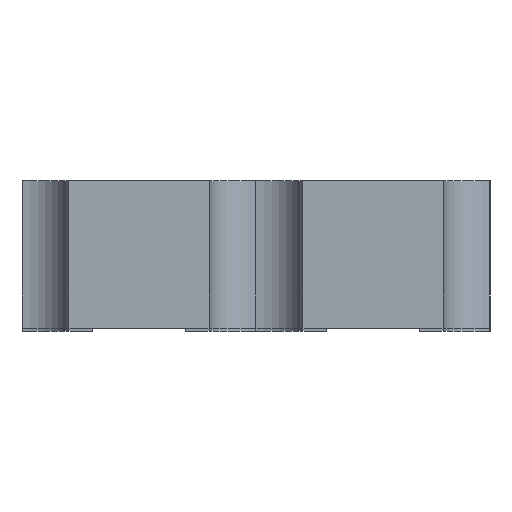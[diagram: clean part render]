
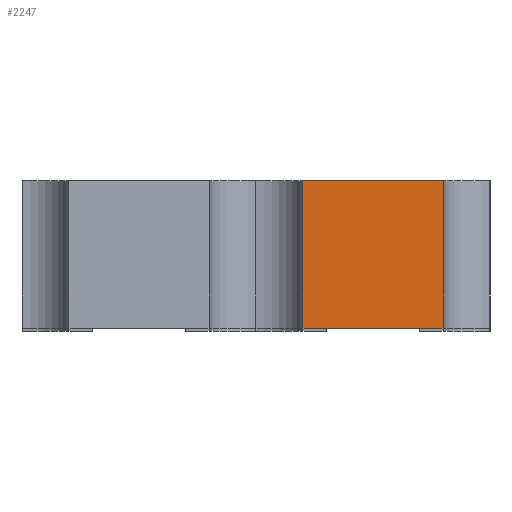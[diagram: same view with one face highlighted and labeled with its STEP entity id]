
A CAD part, left-side view. The second image highlights one B-rep face of the part: STEP entity #2247.
In plain terms, the highlighted planar face has unit normal (-1, 0, 0).
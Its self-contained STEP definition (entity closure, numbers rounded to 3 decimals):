
#128 = VERTEX_POINT('',#129);
#129 = CARTESIAN_POINT('',(-39.37,-2.03,1.6));
#136 = EDGE_CURVE('',#128,#137,#139,.T.);
#137 = VERTEX_POINT('',#138);
#138 = CARTESIAN_POINT('',(-39.37,-0.51,1.6));
#139 = LINE('',#140,#141);
#140 = CARTESIAN_POINT('',(-39.37,-2.54,1.6));
#141 = VECTOR('',#142,1.);
#142 = DIRECTION('',(0.,1.,0.));
#2229 = VERTEX_POINT('',#2230);
#2230 = CARTESIAN_POINT('',(-39.37,-2.03,0.));
#2237 = EDGE_CURVE('',#2229,#128,#2238,.T.);
#2238 = LINE('',#2239,#2240);
#2239 = CARTESIAN_POINT('',(-39.37,-2.03,1.6));
#2240 = VECTOR('',#2241,1.);
#2241 = DIRECTION('',(0.,0.,1.));
#2247 = ADVANCED_FACE('',(#2248),#2282,.T.);
#2248 = FACE_BOUND('',#2249,.T.);
#2249 = EDGE_LOOP('',(#2250,#2258,#2259,#2260,#2268,#2276));
#2250 = ORIENTED_EDGE('',*,*,#2251,.F.);
#2251 = EDGE_CURVE('',#2229,#2252,#2254,.T.);
#2252 = VERTEX_POINT('',#2253);
#2253 = CARTESIAN_POINT('',(-39.37,-1.775,0.));
#2254 = LINE('',#2255,#2256);
#2255 = CARTESIAN_POINT('',(-39.37,-2.54,0.));
#2256 = VECTOR('',#2257,1.);
#2257 = DIRECTION('',(0.,1.,0.));
#2258 = ORIENTED_EDGE('',*,*,#2237,.T.);
#2259 = ORIENTED_EDGE('',*,*,#136,.T.);
#2260 = ORIENTED_EDGE('',*,*,#2261,.F.);
#2261 = EDGE_CURVE('',#2262,#137,#2264,.T.);
#2262 = VERTEX_POINT('',#2263);
#2263 = CARTESIAN_POINT('',(-39.37,-0.51,0.));
#2264 = LINE('',#2265,#2266);
#2265 = CARTESIAN_POINT('',(-39.37,-0.51,1.6));
#2266 = VECTOR('',#2267,1.);
#2267 = DIRECTION('',(0.,0.,1.));
#2268 = ORIENTED_EDGE('',*,*,#2269,.F.);
#2269 = EDGE_CURVE('',#2270,#2262,#2272,.T.);
#2270 = VERTEX_POINT('',#2271);
#2271 = CARTESIAN_POINT('',(-39.37,-0.765,0.));
#2272 = LINE('',#2273,#2274);
#2273 = CARTESIAN_POINT('',(-39.37,-2.54,0.));
#2274 = VECTOR('',#2275,1.);
#2275 = DIRECTION('',(0.,1.,0.));
#2276 = ORIENTED_EDGE('',*,*,#2277,.F.);
#2277 = EDGE_CURVE('',#2252,#2270,#2278,.T.);
#2278 = LINE('',#2279,#2280);
#2279 = CARTESIAN_POINT('',(-39.37,-2.54,0.));
#2280 = VECTOR('',#2281,1.);
#2281 = DIRECTION('',(0.,1.,0.));
#2282 = PLANE('',#2283);
#2283 = AXIS2_PLACEMENT_3D('',#2284,#2285,#2286);
#2284 = CARTESIAN_POINT('',(-39.37,-2.54,0.));
#2285 = DIRECTION('',(-1.,0.,0.));
#2286 = DIRECTION('',(0.,1.,0.));
